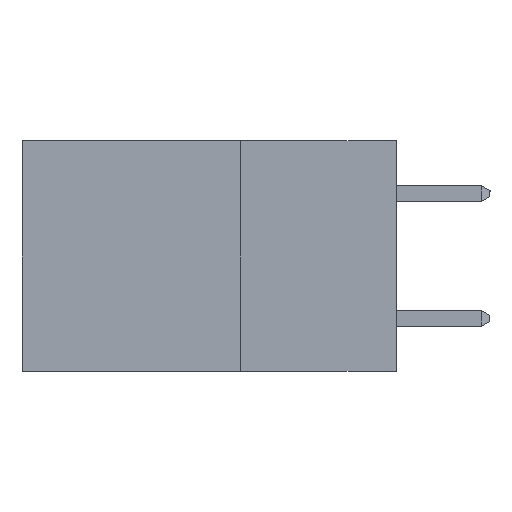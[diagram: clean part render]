
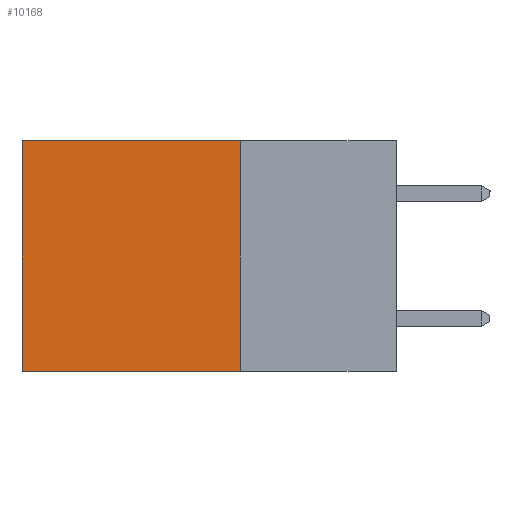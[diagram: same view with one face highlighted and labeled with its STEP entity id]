
A CAD part, left-side view. The second image highlights one B-rep face of the part: STEP entity #10168.
In plain terms, the highlighted planar face has unit normal (-1, 0, 0).
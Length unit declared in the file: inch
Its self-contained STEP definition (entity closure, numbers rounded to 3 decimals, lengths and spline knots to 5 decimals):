
#358 = VECTOR ( 'NONE', #6292, 39.37008 ) ;
#858 = ORIENTED_EDGE ( 'NONE', *, *, #15568, .T. ) ;
#868 = LINE ( 'NONE', #2196, #358 ) ;
#1344 = CARTESIAN_POINT ( 'NONE',  ( 0.2615, 0.25, -0.37 ) ) ;
#1879 = DIRECTION ( 'NONE',  ( 0., 0., -1. ) ) ;
#1972 = VERTEX_POINT ( 'NONE', #3984 ) ;
#2109 = VECTOR ( 'NONE', #4737, 39.37008 ) ;
#2196 = CARTESIAN_POINT ( 'NONE',  ( 0.2615, 0.25, -0.37 ) ) ;
#2299 = ORIENTED_EDGE ( 'NONE', *, *, #4334, .F. ) ;
#2319 = CARTESIAN_POINT ( 'NONE',  ( 0.2615, 0.25, 0. ) ) ;
#2720 = VERTEX_POINT ( 'NONE', #15504 ) ;
#3159 = VECTOR ( 'NONE', #7377, 39.37008 ) ;
#3301 = LINE ( 'NONE', #6772, #9220 ) ;
#3984 = CARTESIAN_POINT ( 'NONE',  ( 0.2615, 0.25, -0.37 ) ) ;
#4176 = FACE_OUTER_BOUND ( 'NONE', #7108, .T. ) ;
#4334 = EDGE_CURVE ( 'NONE', #1972, #12166, #13867, .T. ) ;
#4737 = DIRECTION ( 'NONE',  ( 0., 1., 0. ) ) ;
#6292 = DIRECTION ( 'NONE',  ( 0., 0., -1. ) ) ;
#6772 = CARTESIAN_POINT ( 'NONE',  ( 0.2615, 0.6, -0.37 ) ) ;
#7108 = EDGE_LOOP ( 'NONE', ( #858, #2299, #11751, #7536 ) ) ;
#7377 = DIRECTION ( 'NONE',  ( 0., 1., 0. ) ) ;
#7439 = CARTESIAN_POINT ( 'NONE',  ( 0.2615, 0.25, 0. ) ) ;
#7536 = ORIENTED_EDGE ( 'NONE', *, *, #13392, .T. ) ;
#8844 = CARTESIAN_POINT ( 'NONE',  ( 0.2615, 0.25, -0.37 ) ) ;
#8922 = PLANE ( 'NONE',  #14674 ) ;
#9220 = VECTOR ( 'NONE', #1879, 39.37008 ) ;
#10168 = ADVANCED_FACE ( 'NONE', ( #4176 ), #8922, .F. ) ;
#10527 = EDGE_CURVE ( 'NONE', #15424, #1972, #868, .T. ) ;
#11538 = DIRECTION ( 'NONE',  ( 0., 0., -1. ) ) ;
#11751 = ORIENTED_EDGE ( 'NONE', *, *, #10527, .F. ) ;
#12166 = VERTEX_POINT ( 'NONE', #14622 ) ;
#13392 = EDGE_CURVE ( 'NONE', #15424, #2720, #14940, .T. ) ;
#13867 = LINE ( 'NONE', #1344, #2109 ) ;
#14201 = DIRECTION ( 'NONE',  ( 1., 0., 0. ) ) ;
#14622 = CARTESIAN_POINT ( 'NONE',  ( 0.2615, 0.6, -0.37 ) ) ;
#14674 = AXIS2_PLACEMENT_3D ( 'NONE', #8844, #14201, #11538 ) ;
#14940 = LINE ( 'NONE', #2319, #3159 ) ;
#15424 = VERTEX_POINT ( 'NONE', #7439 ) ;
#15504 = CARTESIAN_POINT ( 'NONE',  ( 0.2615, 0.6, 0. ) ) ;
#15568 = EDGE_CURVE ( 'NONE', #2720, #12166, #3301, .T. ) ;
